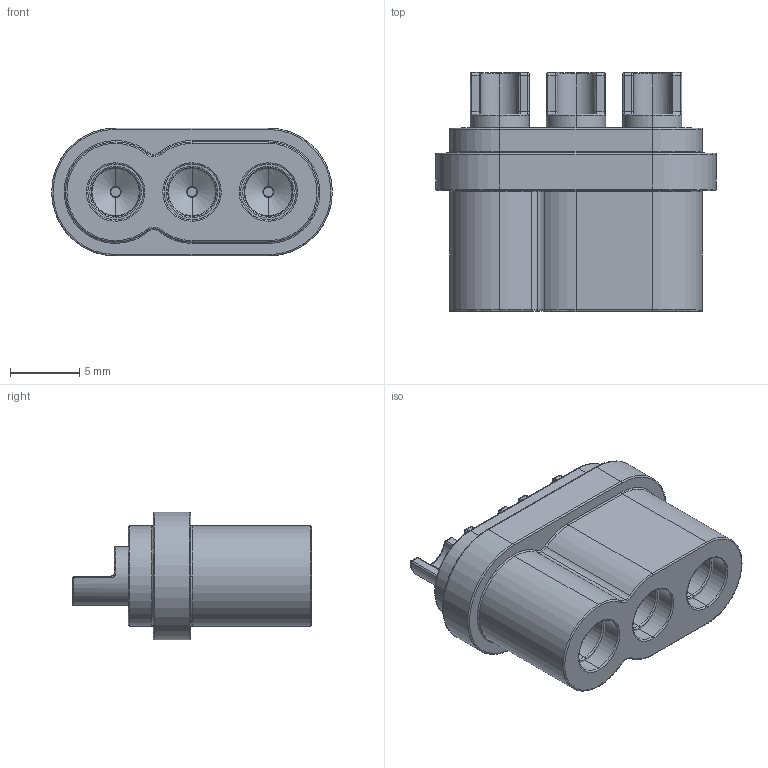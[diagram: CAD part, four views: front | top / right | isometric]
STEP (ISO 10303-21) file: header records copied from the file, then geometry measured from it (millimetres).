
FILE_DESCRIPTION (( 'STEP AP214' ), '1' );
FILE_NAME ('MR60-F.STEP', '2023-11-03T06:11:51', ( 'USER' ), ( '' ), 'SwSTEP 2.0', 'SolidWorks 2016', '' );
FILE_SCHEMA (( 'AUTOMOTIVE_DESIGN' ));
Length unit declared in the file: millimetre
Products named in the file (3): Pin; Plug; MR60-F
Assembly tree (4 placements, depth 2):
  MR60-F
    Plug
    Pin  x3
Bounding box: 20.2 x 17.2 x 9.2 mm (x, y, z)
Volume: 1363.5 mm3; surface area: 2405.8 mm2
Topology: 4 solids, 4 shells, 235 faces, 523 edges, 302 vertices
Faces by surface type: bspline 112, cylinder 77, plane 34, cone 12
Entity records: 6132 total; most frequent: CARTESIAN_POINT 2477, ORIENTED_EDGE 598, DIRECTION 509, EDGE_CURVE 299, AXIS2_PLACEMENT_3D 212, VERTEX_POINT 174, EDGE_LOOP 143, FACE_OUTER_BOUND 133
